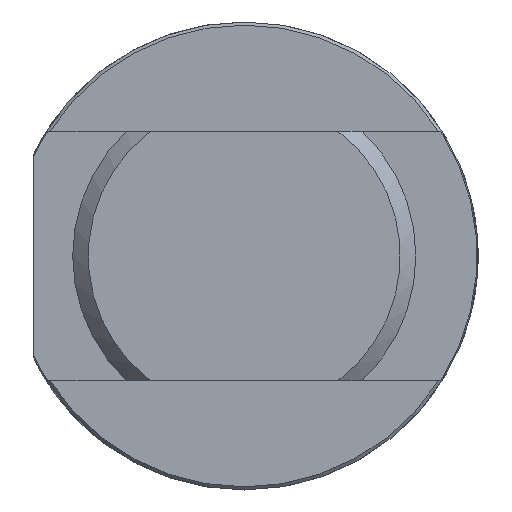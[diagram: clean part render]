
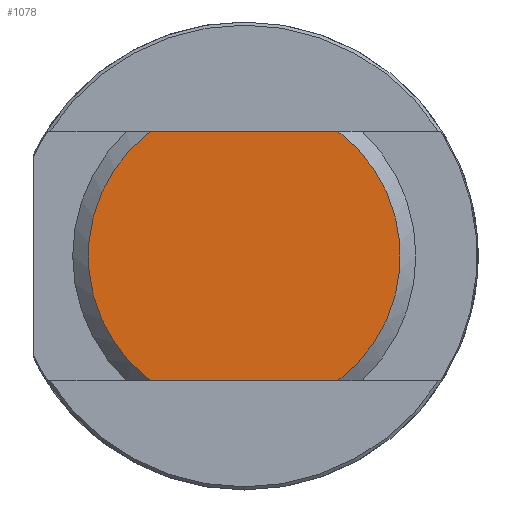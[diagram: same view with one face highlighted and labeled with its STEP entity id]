
A CAD part, left-side view. The second image highlights one B-rep face of the part: STEP entity #1078.
In plain terms, the highlighted planar face has unit normal (-1, 0, 0).
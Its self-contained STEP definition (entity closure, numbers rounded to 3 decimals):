
#242 = EDGE_LOOP ( 'NONE', ( #3145, #3270, #3278, #3142 ) ) ;
#659 = FACE_OUTER_BOUND ( 'NONE', #242, .T. ) ;
#727 = LINE ( 'NONE', #3909, #736 ) ;
#731 = VECTOR ( 'NONE', #3920, 1000. ) ;
#736 = VECTOR ( 'NONE', #3917, 1000. ) ;
#737 = LINE ( 'NONE', #3913, #731 ) ;
#738 = CIRCLE ( 'NONE', #1846, 10. ) ;
#748 = CIRCLE ( 'NONE', #1863, 10. ) ;
#1078 = ADVANCED_FACE ( 'NONE', ( #659 ), #3591, .F. ) ;
#1176 = VERTEX_POINT ( 'NONE', #3647 ) ;
#1384 = VERTEX_POINT ( 'NONE', #3794 ) ;
#1404 = VERTEX_POINT ( 'NONE', #3814 ) ;
#1512 = VERTEX_POINT ( 'NONE', #3851 ) ;
#1609 = EDGE_CURVE ( 'NONE', #1176, #1384, #727, .T. ) ;
#1610 = EDGE_CURVE ( 'NONE', #1176, #1512, #738, .T. ) ;
#1611 = EDGE_CURVE ( 'NONE', #1404, #1512, #737, .T. ) ;
#1623 = EDGE_CURVE ( 'NONE', #1404, #1384, #748, .T. ) ;
#1837 = AXIS2_PLACEMENT_3D ( 'NONE', #3590, #3593, #3594 ) ;
#1846 = AXIS2_PLACEMENT_3D ( 'NONE', #3916, #3918, #3919 ) ;
#1863 = AXIS2_PLACEMENT_3D ( 'NONE', #3952, #3960, #3961 ) ;
#3142 = ORIENTED_EDGE ( 'NONE', *, *, #1609, .F. ) ;
#3145 = ORIENTED_EDGE ( 'NONE', *, *, #1610, .T. ) ;
#3270 = ORIENTED_EDGE ( 'NONE', *, *, #1611, .F. ) ;
#3278 = ORIENTED_EDGE ( 'NONE', *, *, #1623, .T. ) ;
#3590 = CARTESIAN_POINT ( 'NONE',  ( 0., 0., 0. ) ) ;
#3591 = PLANE ( 'NONE',  #1837 ) ;
#3593 = DIRECTION ( 'NONE',  ( 1., 0., 0. ) ) ;
#3594 = DIRECTION ( 'NONE',  ( 0., 0., -1. ) ) ;
#3647 = CARTESIAN_POINT ( 'NONE',  ( 0., 6., 8. ) ) ;
#3794 = CARTESIAN_POINT ( 'NONE',  ( 0., -6., 8. ) ) ;
#3814 = CARTESIAN_POINT ( 'NONE',  ( 0., -6., -8. ) ) ;
#3851 = CARTESIAN_POINT ( 'NONE',  ( 0., 6., -8. ) ) ;
#3909 = CARTESIAN_POINT ( 'NONE',  ( 0., 12.75, 8. ) ) ;
#3913 = CARTESIAN_POINT ( 'NONE',  ( 0., 12.75, -8. ) ) ;
#3916 = CARTESIAN_POINT ( 'NONE',  ( 0., 0., 0. ) ) ;
#3917 = DIRECTION ( 'NONE',  ( 0., -1., 0. ) ) ;
#3918 = DIRECTION ( 'NONE',  ( -1., 0., 0. ) ) ;
#3919 = DIRECTION ( 'NONE',  ( 0., 0., -1. ) ) ;
#3920 = DIRECTION ( 'NONE',  ( 0., 1., 0. ) ) ;
#3952 = CARTESIAN_POINT ( 'NONE',  ( 0., 0., 0. ) ) ;
#3960 = DIRECTION ( 'NONE',  ( -1., 0., 0. ) ) ;
#3961 = DIRECTION ( 'NONE',  ( 0., 0., -1. ) ) ;
